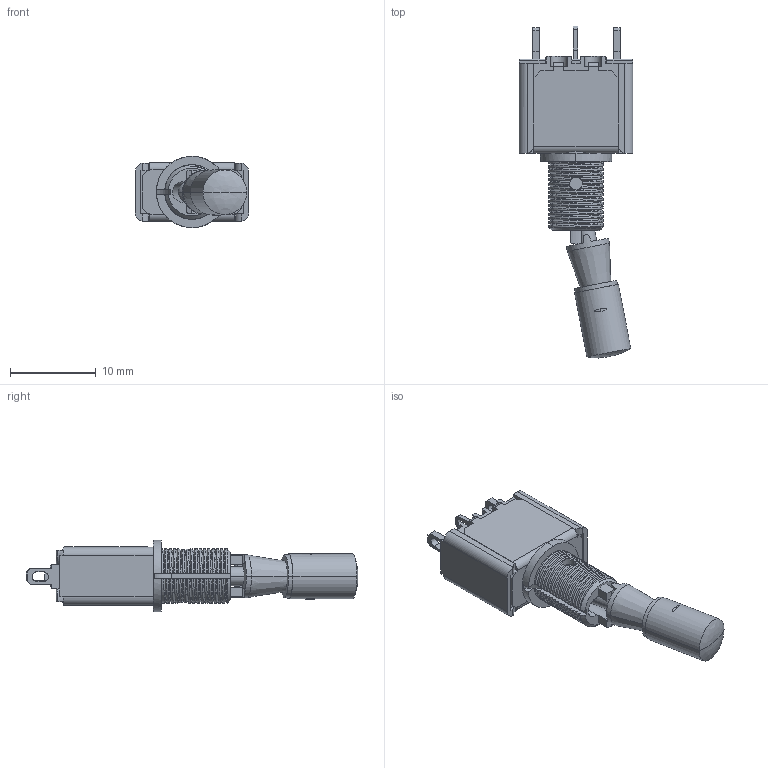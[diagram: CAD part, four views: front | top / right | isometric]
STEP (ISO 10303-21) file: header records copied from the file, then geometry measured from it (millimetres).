
FILE_DESCRIPTION((''),'2;1');
FILE_NAME('5636A-2V_','2011-12-07T',('rboyer'),(''),'PRO/ENGINEER BY PARAMETRIC TECHNOLOGY CORPORATION, 2011250','PRO/ENGINEER BY PARAMETRIC TECHNOLOGY CORPORATION, 2011250','');
FILE_SCHEMA(('CONFIG_CONTROL_DESIGN'));
Length unit declared in the file: millimetre
Products named in the file (1): 5636A-2V_
Bounding box: 13.2 x 38.64 x 8.29 mm (x, y, z)
Volume: 995.5 mm3; surface area: 2473.4 mm2
Topology: 3 solids, 3 shells, 654 faces, 1892 edges, 1188 vertices
Faces by surface type: plane 324, cylinder 169, bspline 115, cone 26, sphere 12, torus 8
Entity records: 37881 total; most frequent: CARTESIAN_POINT 21954, ORIENTED_EDGE 3768, DIRECTION 2655, EDGE_CURVE 1884, VERTEX_POINT 1188, VECTOR 1017, LINE 1017, AXIS2_PLACEMENT_3D 819
